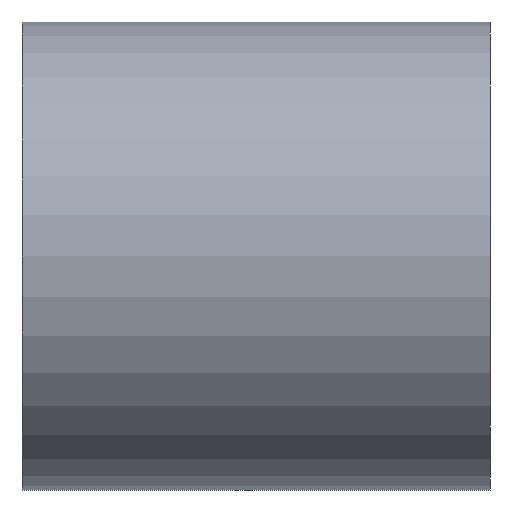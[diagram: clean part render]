
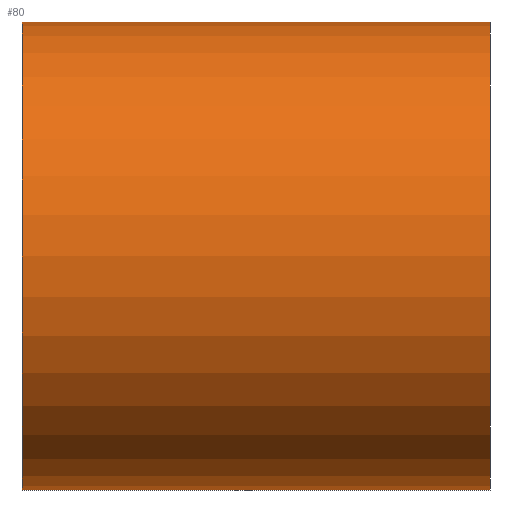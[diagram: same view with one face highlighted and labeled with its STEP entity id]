
A CAD part, front view. The second image highlights one B-rep face of the part: STEP entity #80.
In plain terms, the highlighted cylindrical face has radius 15 mm (diameter 30 mm), a full revolution.
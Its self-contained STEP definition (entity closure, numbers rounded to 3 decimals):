
#17=CYLINDRICAL_SURFACE('',#94,15.);
#23=FACE_BOUND('',#41,.T.);
#29=FACE_OUTER_BOUND('',#40,.T.);
#40=EDGE_LOOP('',(#70));
#41=EDGE_LOOP('',(#71));
#42=CIRCLE('',#84,15.);
#47=CIRCLE('',#93,15.);
#48=VERTEX_POINT('',#123);
#53=VERTEX_POINT('',#137);
#54=EDGE_CURVE('',#48,#48,#42,.T.);
#59=EDGE_CURVE('',#53,#53,#47,.T.);
#70=ORIENTED_EDGE('',*,*,#59,.T.);
#71=ORIENTED_EDGE('',*,*,#54,.F.);
#80=ADVANCED_FACE('',(#29,#23),#17,.T.);
#84=AXIS2_PLACEMENT_3D('',#124,#99,#100);
#93=AXIS2_PLACEMENT_3D('',#138,#117,#118);
#94=AXIS2_PLACEMENT_3D('',#139,#119,#120);
#99=DIRECTION('center_axis',(1.,0.,0.));
#100=DIRECTION('ref_axis',(0.,0.,-1.));
#117=DIRECTION('center_axis',(1.,0.,0.));
#118=DIRECTION('ref_axis',(0.,0.,-1.));
#119=DIRECTION('center_axis',(1.,0.,0.));
#120=DIRECTION('ref_axis',(0.,1.,0.));
#123=CARTESIAN_POINT('',(15.,15.,0.));
#124=CARTESIAN_POINT('Origin',(15.,0.,0.));
#137=CARTESIAN_POINT('',(-15.,15.,0.));
#138=CARTESIAN_POINT('Origin',(-15.,0.,0.));
#139=CARTESIAN_POINT('Origin',(13.5,0.,0.));
